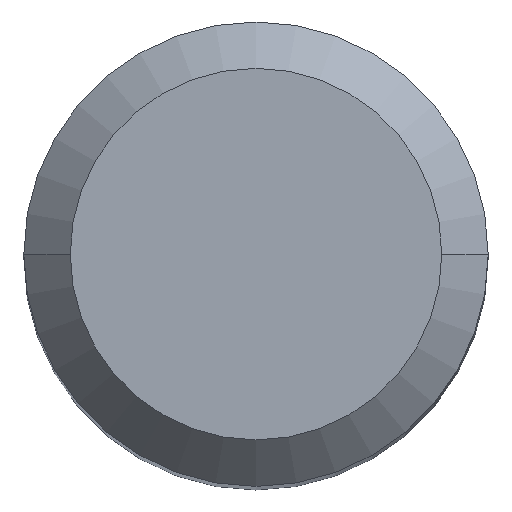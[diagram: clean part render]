
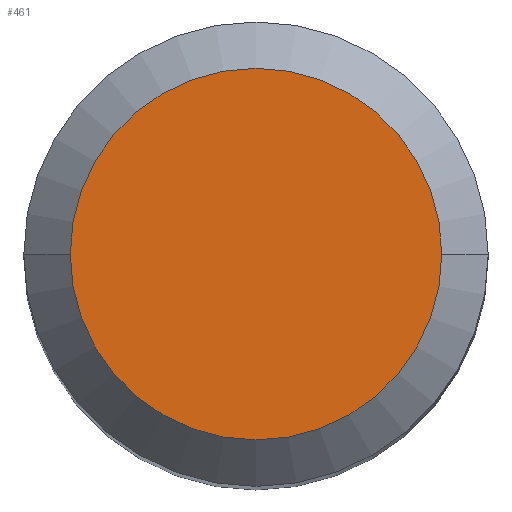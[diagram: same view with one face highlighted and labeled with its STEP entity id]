
A CAD part, top view. The second image highlights one B-rep face of the part: STEP entity #461.
In plain terms, the highlighted planar face has unit normal (0, 0, 1).
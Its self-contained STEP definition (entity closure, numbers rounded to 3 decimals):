
#160=CARTESIAN_POINT('',(0.,0.,36.));
#161=DIRECTION('',(0.,0.,1.));
#162=DIRECTION('',(-1.,0.,0.));
#163=AXIS2_PLACEMENT_3D('',#160,#161,#162);
#168=CARTESIAN_POINT('',(0.,0.,36.));
#169=DIRECTION('',(0.,0.,-1.));
#170=DIRECTION('',(-1.,0.,0.));
#171=AXIS2_PLACEMENT_3D('',#168,#169,#170);
#306=CARTESIAN_POINT('',(-3.2,0.,36.));
#307=VERTEX_POINT('',#306);
#316=CARTESIAN_POINT('',(3.2,0.,36.));
#317=VERTEX_POINT('',#316);
#452=CARTESIAN_POINT('',(0.,0.,36.));
#453=DIRECTION('',(0.,0.,-1.));
#454=DIRECTION('',(1.,0.,0.));
#455=AXIS2_PLACEMENT_3D('',#452,#453,#454);
#456=PLANE('',#455);
#457=ORIENTED_EDGE('',*,*,#431,.F.);
#458=ORIENTED_EDGE('',*,*,#447,.T.);
#459=EDGE_LOOP('',(#457,#458));
#460=FACE_OUTER_BOUND('',#459,.F.);
#461=ADVANCED_FACE('',(#460),#456,.F.);
#164=CIRCLE('',#163,3.2);
#172=CIRCLE('',#171,3.2);
#431=EDGE_CURVE('',#307,#317,#164,.T.);
#447=EDGE_CURVE('',#307,#317,#172,.T.);
